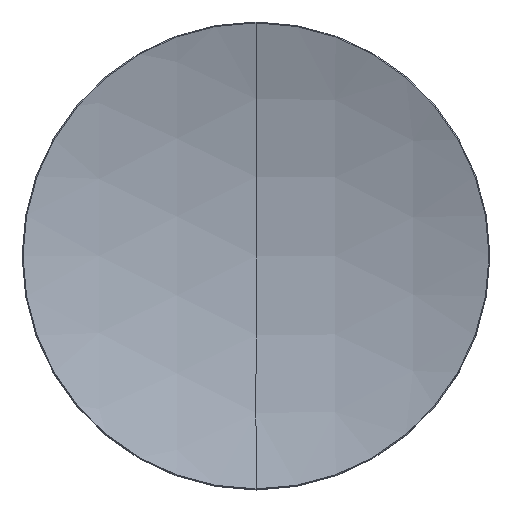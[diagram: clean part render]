
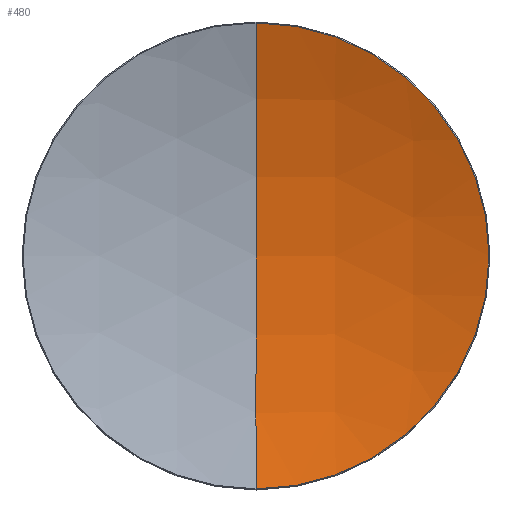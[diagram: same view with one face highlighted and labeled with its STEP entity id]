
A CAD part, top view. The second image highlights one B-rep face of the part: STEP entity #480.
In plain terms, the highlighted spherical face has radius 112.5 mm.
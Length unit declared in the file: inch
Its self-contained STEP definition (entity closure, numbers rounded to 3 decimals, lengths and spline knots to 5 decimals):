
#440 = EDGE_CURVE ( 'NONE', #475, #477, #2059, .T. ) ;
#442 = EDGE_CURVE ( 'NONE', #477, #469, #2136, .T. ) ;
#467 = EDGE_LOOP ( 'NONE', ( #473, #481, #479 ) ) ;
#469 = VERTEX_POINT ( 'NONE', #1943 ) ;
#473 = ORIENTED_EDGE ( 'NONE', *, *, #474, .F. ) ;
#474 = EDGE_CURVE ( 'NONE', #475, #469, #2153, .T. ) ;
#475 = VERTEX_POINT ( 'NONE', #2161 ) ;
#477 = VERTEX_POINT ( 'NONE', #2162 ) ;
#479 = ORIENTED_EDGE ( 'NONE', *, *, #442, .T. ) ;
#480 = ADVANCED_FACE ( 'NONE', ( #2155 ), #2169, .F. ) ;
#481 = ORIENTED_EDGE ( 'NONE', *, *, #440, .T. ) ;
#1941 = AXIS2_PLACEMENT_3D ( 'NONE', #2045, #2044, #2043 ) ;
#1943 = CARTESIAN_POINT ( 'NONE',  ( 0., 1.47056, 0.72369 ) ) ;
#2021 = DIRECTION ( 'NONE',  ( 0., 1., 0. ) ) ;
#2022 = DIRECTION ( 'NONE',  ( -1., 0., 0. ) ) ;
#2026 = DIRECTION ( 'NONE',  ( 0., 0., -1. ) ) ;
#2027 = DIRECTION ( 'NONE',  ( 1., 0., 0. ) ) ;
#2028 = AXIS2_PLACEMENT_3D ( 'NONE', #2152, #2027, #2026 ) ;
#2038 = DIRECTION ( 'NONE',  ( 0., -1., 0. ) ) ;
#2039 = DIRECTION ( 'NONE',  ( 0., 0., 1. ) ) ;
#2042 = AXIS2_PLACEMENT_3D ( 'NONE', #2054, #2039, #2038 ) ;
#2043 = DIRECTION ( 'NONE',  ( 0., -1., 0. ) ) ;
#2044 = DIRECTION ( 'NONE',  ( -1., 0., 0. ) ) ;
#2045 = CARTESIAN_POINT ( 'NONE',  ( 0., 0., 4.90157 ) ) ;
#2054 = CARTESIAN_POINT ( 'NONE',  ( 0., 0., 0.72369 ) ) ;
#2059 = CIRCLE ( 'NONE', #1941, 4.42913 ) ;
#2136 = CIRCLE ( 'NONE', #2042, 1.47056 ) ;
#2150 = AXIS2_PLACEMENT_3D ( 'NONE', #2154, #2022, #2021 ) ;
#2152 = CARTESIAN_POINT ( 'NONE',  ( 0., 0., 4.90157 ) ) ;
#2153 = CIRCLE ( 'NONE', #2028, 4.42913 ) ;
#2154 = CARTESIAN_POINT ( 'NONE',  ( 0., 0., 4.90157 ) ) ;
#2155 = FACE_OUTER_BOUND ( 'NONE', #467, .T. ) ;
#2161 = CARTESIAN_POINT ( 'NONE',  ( 0., 0., 0.47244 ) ) ;
#2162 = CARTESIAN_POINT ( 'NONE',  ( 0., -1.47056, 0.72369 ) ) ;
#2169 = SPHERICAL_SURFACE ( 'NONE', #2150, 4.42913 ) ;
